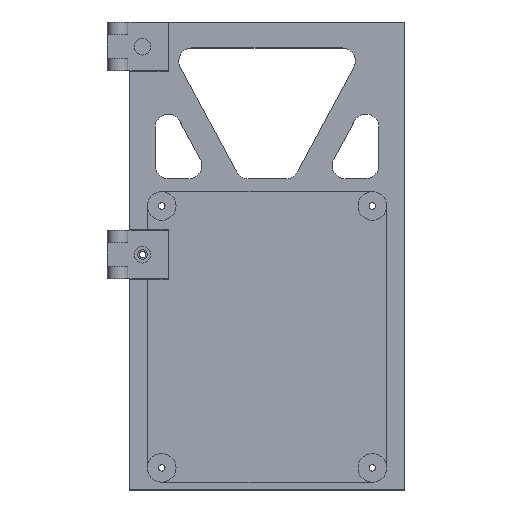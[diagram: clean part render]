
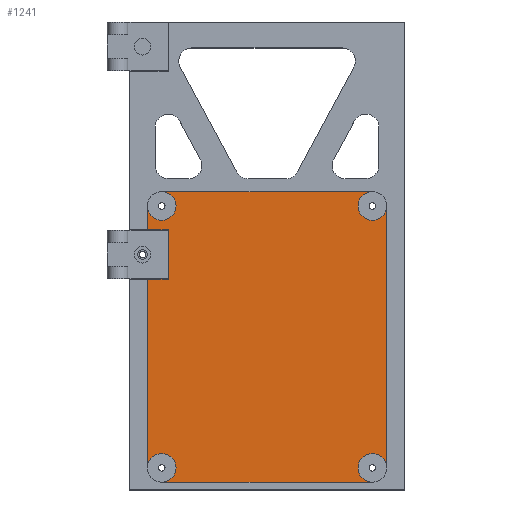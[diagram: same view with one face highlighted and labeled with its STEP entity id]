
A CAD part, top view. The second image highlights one B-rep face of the part: STEP entity #1241.
In plain terms, the highlighted face is planar.
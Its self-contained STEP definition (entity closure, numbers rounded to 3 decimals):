
#52 = CARTESIAN_POINT ( 'NONE',  ( -123.352, 402.75, -85.5 ) ) ;
#75 = DIRECTION ( 'NONE',  ( 0., 0., -1. ) ) ;
#90 = CIRCLE ( 'NONE', #3644, 5.5 ) ;
#120 = DIRECTION ( 'NONE',  ( 0., 0., 1. ) ) ;
#195 = EDGE_CURVE ( 'NONE', #3861, #3275, #3778, .T. ) ;
#211 = CIRCLE ( 'NONE', #3580, 5.5 ) ;
#245 = ORIENTED_EDGE ( 'NONE', *, *, #1002, .T. ) ;
#271 = LINE ( 'NONE', #2064, #2900 ) ;
#287 = EDGE_CURVE ( 'NONE', #931, #3861, #90, .T. ) ;
#335 = DIRECTION ( 'NONE',  ( 0., 1., 0. ) ) ;
#431 = EDGE_CURVE ( 'NONE', #1197, #4652, #211, .T. ) ;
#487 = CARTESIAN_POINT ( 'NONE',  ( -123.352, 296.5, -80. ) ) ;
#552 = AXIS2_PLACEMENT_3D ( 'NONE', #1910, #1465, #2233 ) ;
#594 = DIRECTION ( 'NONE',  ( 0., 0., -1. ) ) ;
#596 = CARTESIAN_POINT ( 'NONE',  ( -123.352, 369.1, -7. ) ) ;
#644 = DIRECTION ( 'NONE',  ( 1., 0., 0. ) ) ;
#764 = LINE ( 'NONE', #3159, #2742 ) ;
#780 = CARTESIAN_POINT ( 'NONE',  ( -123.352, 402.75, -4.5 ) ) ;
#883 = DIRECTION ( 'NONE',  ( 1., 0., 0. ) ) ;
#931 = VERTEX_POINT ( 'NONE', #52 ) ;
#941 = EDGE_LOOP ( 'NONE', ( #4297, #3469, #1519, #4585, #1453, #1349, #245, #4045, #4211, #1250, #4360, #2228, #2299, #3118 ) ) ;
#952 = VERTEX_POINT ( 'NONE', #4043 ) ;
#1002 = EDGE_CURVE ( 'NONE', #1809, #3983, #1098, .T. ) ;
#1031 = CIRCLE ( 'NONE', #4020, 5.5 ) ;
#1046 = EDGE_CURVE ( 'NONE', #931, #2022, #1963, .T. ) ;
#1067 = CARTESIAN_POINT ( 'NONE',  ( -123.352, 397.25, -80. ) ) ;
#1098 = LINE ( 'NONE', #3642, #2026 ) ;
#1197 = VERTEX_POINT ( 'NONE', #1845 ) ;
#1222 = VECTOR ( 'NONE', #1835, 1000. ) ;
#1241 = ADVANCED_FACE ( 'NONE', ( #3454 ), #3383, .T. ) ;
#1249 = CARTESIAN_POINT ( 'NONE',  ( -123.352, 296.5, -85.5 ) ) ;
#1250 = ORIENTED_EDGE ( 'NONE', *, *, #2989, .T. ) ;
#1349 = ORIENTED_EDGE ( 'NONE', *, *, #3459, .F. ) ;
#1399 = AXIS2_PLACEMENT_3D ( 'NONE', #3368, #644, #594 ) ;
#1414 = DIRECTION ( 'NONE',  ( 0., 0., -1. ) ) ;
#1453 = ORIENTED_EDGE ( 'NONE', *, *, #2329, .T. ) ;
#1465 = DIRECTION ( 'NONE',  ( 1., 0., 0. ) ) ;
#1519 = ORIENTED_EDGE ( 'NONE', *, *, #3435, .T. ) ;
#1610 = CARTESIAN_POINT ( 'NONE',  ( -123.352, 397.25, 1. ) ) ;
#1645 = DIRECTION ( 'NONE',  ( 0., 0., -1. ) ) ;
#1663 = CARTESIAN_POINT ( 'NONE',  ( -123.352, 388.1, 1. ) ) ;
#1809 = VERTEX_POINT ( 'NONE', #4295 ) ;
#1835 = DIRECTION ( 'NONE',  ( 0., -1., 0. ) ) ;
#1840 = LINE ( 'NONE', #4907, #1222 ) ;
#1845 = CARTESIAN_POINT ( 'NONE',  ( -123.352, 296.5, -91. ) ) ;
#1891 = DIRECTION ( 'NONE',  ( 1., 0., 0. ) ) ;
#1910 = CARTESIAN_POINT ( 'NONE',  ( -123.352, 397.25, -85.5 ) ) ;
#1963 = LINE ( 'NONE', #4085, #4144 ) ;
#2022 = VERTEX_POINT ( 'NONE', #780 ) ;
#2026 = VECTOR ( 'NONE', #2479, 1000. ) ;
#2064 = CARTESIAN_POINT ( 'NONE',  ( -123.352, 388.1, -4.5 ) ) ;
#2104 = CARTESIAN_POINT ( 'NONE',  ( -123.352, 296.5, -85.5 ) ) ;
#2150 = CIRCLE ( 'NONE', #3052, 5.5 ) ;
#2192 = CARTESIAN_POINT ( 'NONE',  ( -123.352, 397.25, -7. ) ) ;
#2228 = ORIENTED_EDGE ( 'NONE', *, *, #287, .F. ) ;
#2233 = DIRECTION ( 'NONE',  ( 0., 0., -1. ) ) ;
#2268 = DIRECTION ( 'NONE',  ( 1., 0., 0. ) ) ;
#2299 = ORIENTED_EDGE ( 'NONE', *, *, #1046, .T. ) ;
#2329 = EDGE_CURVE ( 'NONE', #3031, #2877, #4621, .T. ) ;
#2375 = VECTOR ( 'NONE', #2905, 1000. ) ;
#2377 = LINE ( 'NONE', #2192, #4249 ) ;
#2437 = DIRECTION ( 'NONE',  ( 0., 0., -1. ) ) ;
#2479 = DIRECTION ( 'NONE',  ( 0., 0., -1. ) ) ;
#2584 = EDGE_CURVE ( 'NONE', #4317, #3031, #3810, .T. ) ;
#2604 = DIRECTION ( 'NONE',  ( 1., 0., 0. ) ) ;
#2650 = EDGE_CURVE ( 'NONE', #3648, #2022, #3433, .T. ) ;
#2725 = CARTESIAN_POINT ( 'NONE',  ( -123.352, 291., -85.5 ) ) ;
#2742 = VECTOR ( 'NONE', #335, 1000. ) ;
#2756 = CARTESIAN_POINT ( 'NONE',  ( -123.352, 369.1, 1. ) ) ;
#2849 = AXIS2_PLACEMENT_3D ( 'NONE', #3782, #2604, #1414 ) ;
#2877 = VERTEX_POINT ( 'NONE', #4289 ) ;
#2900 = VECTOR ( 'NONE', #75, 1000. ) ;
#2905 = DIRECTION ( 'NONE',  ( 0., 0., 1. ) ) ;
#2989 = EDGE_CURVE ( 'NONE', #1197, #3275, #764, .T. ) ;
#3031 = VERTEX_POINT ( 'NONE', #2756 ) ;
#3052 = AXIS2_PLACEMENT_3D ( 'NONE', #3499, #2268, #5047 ) ;
#3118 = ORIENTED_EDGE ( 'NONE', *, *, #2650, .F. ) ;
#3159 = CARTESIAN_POINT ( 'NONE',  ( -123.352, 296.5, -91. ) ) ;
#3165 = DIRECTION ( 'NONE',  ( 0., -1., 0. ) ) ;
#3275 = VERTEX_POINT ( 'NONE', #4098 ) ;
#3368 = CARTESIAN_POINT ( 'NONE',  ( -123.352, 397.25, -4.5 ) ) ;
#3383 = PLANE ( 'NONE',  #2849 ) ;
#3433 = CIRCLE ( 'NONE', #1399, 5.5 ) ;
#3435 = EDGE_CURVE ( 'NONE', #952, #4317, #2377, .T. ) ;
#3454 = FACE_OUTER_BOUND ( 'NONE', #941, .T. ) ;
#3459 = EDGE_CURVE ( 'NONE', #1809, #2877, #2150, .T. ) ;
#3469 = ORIENTED_EDGE ( 'NONE', *, *, #4260, .T. ) ;
#3499 = CARTESIAN_POINT ( 'NONE',  ( -123.352, 296.5, -4.5 ) ) ;
#3580 = AXIS2_PLACEMENT_3D ( 'NONE', #1249, #883, #1645 ) ;
#3642 = CARTESIAN_POINT ( 'NONE',  ( -123.352, 291., -4.5 ) ) ;
#3644 = AXIS2_PLACEMENT_3D ( 'NONE', #4636, #1891, #4254 ) ;
#3648 = VERTEX_POINT ( 'NONE', #1610 ) ;
#3651 = EDGE_CURVE ( 'NONE', #4652, #3983, #1031, .T. ) ;
#3778 = CIRCLE ( 'NONE', #552, 5.5 ) ;
#3782 = CARTESIAN_POINT ( 'NONE',  ( -123.352, 397.25, -4.5 ) ) ;
#3810 = LINE ( 'NONE', #4936, #2375 ) ;
#3861 = VERTEX_POINT ( 'NONE', #1067 ) ;
#3874 = VECTOR ( 'NONE', #3165, 1000. ) ;
#3922 = EDGE_CURVE ( 'NONE', #3648, #4713, #1840, .T. ) ;
#3983 = VERTEX_POINT ( 'NONE', #2725 ) ;
#4020 = AXIS2_PLACEMENT_3D ( 'NONE', #2104, #4093, #2437 ) ;
#4043 = CARTESIAN_POINT ( 'NONE',  ( -123.352, 388.1, -7. ) ) ;
#4045 = ORIENTED_EDGE ( 'NONE', *, *, #3651, .F. ) ;
#4085 = CARTESIAN_POINT ( 'NONE',  ( -123.352, 402.75, -85.5 ) ) ;
#4093 = DIRECTION ( 'NONE',  ( 1., 0., 0. ) ) ;
#4098 = CARTESIAN_POINT ( 'NONE',  ( -123.352, 397.25, -91. ) ) ;
#4144 = VECTOR ( 'NONE', #120, 1000. ) ;
#4211 = ORIENTED_EDGE ( 'NONE', *, *, #431, .F. ) ;
#4249 = VECTOR ( 'NONE', #5033, 1000. ) ;
#4254 = DIRECTION ( 'NONE',  ( 0., 0., -1. ) ) ;
#4260 = EDGE_CURVE ( 'NONE', #4713, #952, #271, .T. ) ;
#4289 = CARTESIAN_POINT ( 'NONE',  ( -123.352, 296.5, 1. ) ) ;
#4295 = CARTESIAN_POINT ( 'NONE',  ( -123.352, 291., -4.5 ) ) ;
#4297 = ORIENTED_EDGE ( 'NONE', *, *, #3922, .T. ) ;
#4317 = VERTEX_POINT ( 'NONE', #596 ) ;
#4360 = ORIENTED_EDGE ( 'NONE', *, *, #195, .F. ) ;
#4585 = ORIENTED_EDGE ( 'NONE', *, *, #2584, .T. ) ;
#4621 = LINE ( 'NONE', #5091, #3874 ) ;
#4636 = CARTESIAN_POINT ( 'NONE',  ( -123.352, 397.25, -85.5 ) ) ;
#4652 = VERTEX_POINT ( 'NONE', #487 ) ;
#4713 = VERTEX_POINT ( 'NONE', #1663 ) ;
#4907 = CARTESIAN_POINT ( 'NONE',  ( -123.352, 397.25, 1. ) ) ;
#4936 = CARTESIAN_POINT ( 'NONE',  ( -123.352, 369.1, -4.5 ) ) ;
#5033 = DIRECTION ( 'NONE',  ( 0., -1., 0. ) ) ;
#5047 = DIRECTION ( 'NONE',  ( 0., 0., -1. ) ) ;
#5091 = CARTESIAN_POINT ( 'NONE',  ( -123.352, 397.25, 1. ) ) ;
